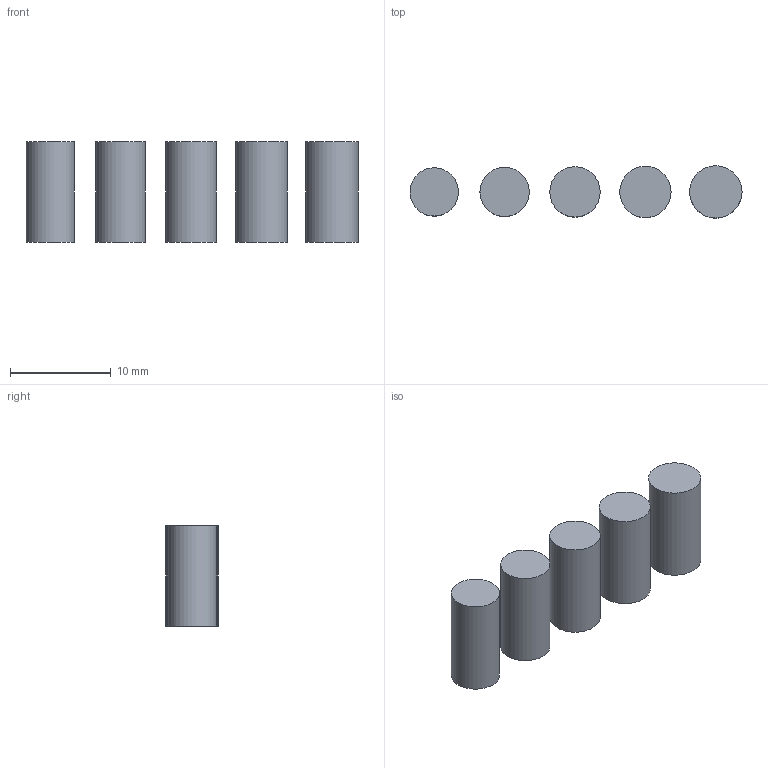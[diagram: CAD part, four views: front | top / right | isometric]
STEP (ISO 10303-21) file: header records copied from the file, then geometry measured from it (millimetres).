
FILE_DESCRIPTION(('Open CASCADE Model'),'2;1');
FILE_NAME('Open CASCADE Shape Model','2025-11-07T23:09:07',('Author'),( 'Open CASCADE'),'Open CASCADE STEP processor 7.7','Open CASCADE 7.7' ,'Unknown');
FILE_SCHEMA(('AUTOMOTIVE_DESIGN { 1 0 10303 214 1 1 1 1 }'));
Length unit declared in the file: millimetre
Products named in the file (1): COMPOUND
Bounding box: 33 x 5.2 x 10 mm (x, y, z)
Volume: 982.5 mm3; surface area: 981.9 mm2
Topology: 5 solids, 5 shells, 15 faces, 15 edges, 10 vertices
Faces by surface type: plane 10, cylinder 5
Full cylindrical faces by diameter (mm): 4.8 x1, 4.9 x1, 5 x1, 5.1 x1, 5.2 x1
Entity records: 476 total; most frequent: DIRECTION 87, CARTESIAN_POINT 71, ORIENTED_EDGE 30, PCURVE 30, DEFINITIONAL_REPRESENTATION 30, AXIS2_PLACEMENT_3D 26, LINE 25, VECTOR 25
